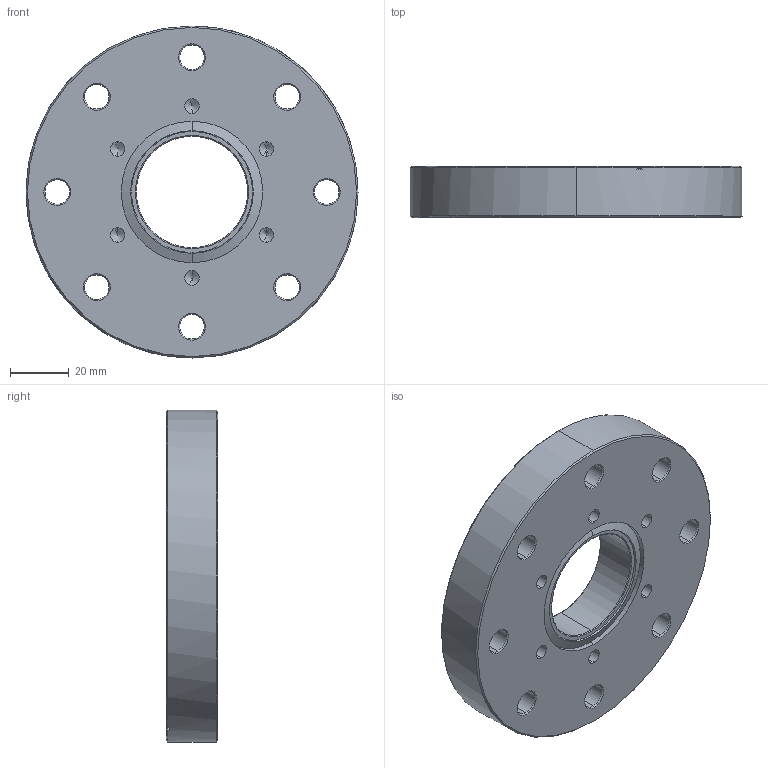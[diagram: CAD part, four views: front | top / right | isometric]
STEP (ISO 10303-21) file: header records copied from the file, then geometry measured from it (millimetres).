
FILE_DESCRIPTION (( 'STEP AP214' ), '1' );
FILE_NAME ('Hositrad_CFA63-38D.STEP', '2013-06-25T08:13:12', ( '' ), ( '' ), 'SwSTEP 2.0', 'SolidWorks 2013', '' );
FILE_SCHEMA (( 'AUTOMOTIVE_DESIGN' ));
Length unit declared in the file: millimetre
Products named in the file (1): Hositrad_CFA63-38D
Bounding box: 113.5 x 17.5 x 113.5 mm (x, y, z)
Volume: 141887.7 mm3; surface area: 30575.2 mm2
Topology: 1 solids, 1 shells, 108 faces, 256 edges, 145 vertices
Faces by surface type: cone 61, cylinder 36, plane 11
Entity records: 3219 total; most frequent: DIRECTION 587, CARTESIAN_POINT 510, ORIENTED_EDGE 488, EDGE_CURVE 244, AXIS2_PLACEMENT_3D 238, VERTEX_POINT 145, EDGE_LOOP 133, CIRCLE 129
